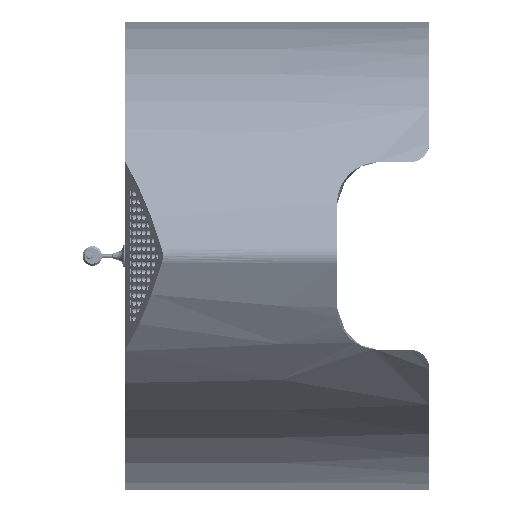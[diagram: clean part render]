
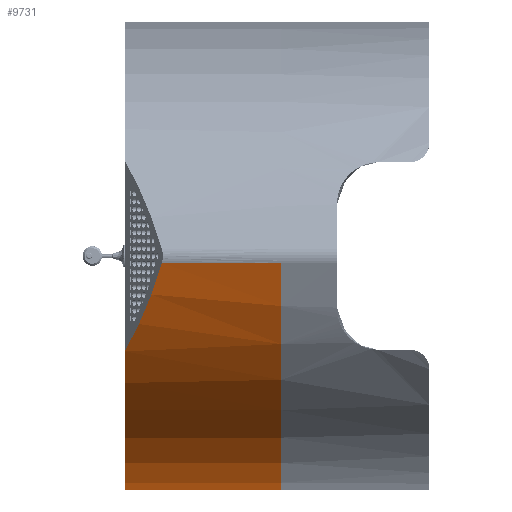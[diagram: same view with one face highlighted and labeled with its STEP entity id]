
A CAD part, left-side view. The second image highlights one B-rep face of the part: STEP entity #9731.
In plain terms, the highlighted free-form (B-spline) face has degree [3, 1] with [4, 2] control points.
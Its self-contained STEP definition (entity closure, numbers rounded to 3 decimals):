
#7892 = VERTEX_POINT('',#7893);
#7893 = CARTESIAN_POINT('',(-1595.332,619.122,
    -363.231));
#7918 = VERTEX_POINT('',#7919);
#7919 = CARTESIAN_POINT('',(352.485,619.122,
    -861.778));
#7926 = EDGE_CURVE('',#7918,#7892,#7927,.T.);
#7927 = B_SPLINE_CURVE_WITH_KNOTS('',3,(#7928,#7929,#7930,#7931),
  .UNSPECIFIED.,.F.,.F.,(4,4),(0.184,0.854),
  .PIECEWISE_BEZIER_KNOTS.);
#7928 = CARTESIAN_POINT('',(352.485,619.122,
    -861.778));
#7929 = CARTESIAN_POINT('',(-584.112,619.122,
    -953.62));
#7930 = CARTESIAN_POINT('',(-1235.245,619.122,
    -839.796));
#7931 = CARTESIAN_POINT('',(-1595.332,619.122,
    -363.231));
#9622 = VERTEX_POINT('',#9623);
#9623 = CARTESIAN_POINT('',(-1778.688,24.368,
    -26.607));
#9628 = EDGE_CURVE('',#9629,#9622,#9631,.T.);
#9629 = VERTEX_POINT('',#9630);
#9630 = CARTESIAN_POINT('',(352.485,24.368,
    -861.778));
#9631 = B_SPLINE_CURVE_WITH_KNOTS('',3,(#9632,#9633,#9634,#9635),
  .UNSPECIFIED.,.F.,.F.,(4,4),(0.,0.989),
  .PIECEWISE_BEZIER_KNOTS.);
#9632 = CARTESIAN_POINT('',(352.485,24.368,
    -861.778));
#9633 = CARTESIAN_POINT('',(-774.359,24.368,
    -972.275));
#9634 = CARTESIAN_POINT('',(-1487.99,24.368,
    -785.07));
#9635 = CARTESIAN_POINT('',(-1778.688,24.368,
    -26.607));
#9731 = ADVANCED_FACE('',(#9732),#9757,.F.);
#9732 = FACE_BOUND('',#9733,.F.);
#9733 = EDGE_LOOP('',(#9734,#9739,#9740,#9751,#9756));
#9734 = ORIENTED_EDGE('',*,*,#9735,.F.);
#9735 = EDGE_CURVE('',#7918,#9629,#9736,.T.);
#9736 = B_SPLINE_CURVE_WITH_KNOTS('',1,(#9737,#9738),.UNSPECIFIED.,.F.,
  .F.,(2,2),(-0.,400.),.PIECEWISE_BEZIER_KNOTS.);
#9737 = CARTESIAN_POINT('',(352.485,619.122,
    -861.778));
#9738 = CARTESIAN_POINT('',(352.485,24.368,
    -861.778));
#9739 = ORIENTED_EDGE('',*,*,#7926,.T.);
#9740 = ORIENTED_EDGE('',*,*,#9741,.F.);
#9741 = EDGE_CURVE('',#9742,#7892,#9744,.T.);
#9742 = VERTEX_POINT('',#9743);
#9743 = CARTESIAN_POINT('',(-1778.688,478.078,
    -26.607));
#9744 = B_SPLINE_CURVE_WITH_KNOTS('',3,(#9745,#9746,#9747,#9748,#9749,
    #9750),.UNSPECIFIED.,.F.,.F.,(4,2,4),(0.02,
    0.157,0.294),.UNSPECIFIED.);
#9745 = CARTESIAN_POINT('',(-1778.688,478.078,
    -26.607));
#9746 = CARTESIAN_POINT('',(-1754.965,496.327,
    -88.502));
#9747 = CARTESIAN_POINT('',(-1728.016,517.057,
    -147.663));
#9748 = CARTESIAN_POINT('',(-1667.086,563.926,
    -260.032));
#9749 = CARTESIAN_POINT('',(-1633.106,590.065,
    -313.238));
#9750 = CARTESIAN_POINT('',(-1595.332,619.122,
    -363.231));
#9751 = ORIENTED_EDGE('',*,*,#9752,.F.);
#9752 = EDGE_CURVE('',#9622,#9742,#9753,.T.);
#9753 = B_SPLINE_CURVE_WITH_KNOTS('',1,(#9754,#9755),.UNSPECIFIED.,.F.,
  .F.,(2,2),(0.,305.142),.PIECEWISE_BEZIER_KNOTS.);
#9754 = CARTESIAN_POINT('',(-1778.688,24.368,
    -26.607));
#9755 = CARTESIAN_POINT('',(-1778.688,478.078,
    -26.607));
#9756 = ORIENTED_EDGE('',*,*,#9628,.F.);
#9757 = B_SPLINE_SURFACE_WITH_KNOTS('',3,1,(
    (#9758,#9759)
    ,(#9760,#9761)
    ,(#9762,#9763)
    ,(#9764,#9765
    )),.UNSPECIFIED.,.F.,.F.,.F.,(4,4),(2,2),(0.184,
    0.991),(0.,1.),.PIECEWISE_BEZIER_KNOTS.);
#9758 = CARTESIAN_POINT('',(352.485,619.122,
    -861.778));
#9759 = CARTESIAN_POINT('',(352.485,24.368,
    -861.778));
#9760 = CARTESIAN_POINT('',(-774.359,619.122,
    -972.275));
#9761 = CARTESIAN_POINT('',(-774.359,24.368,
    -972.275));
#9762 = CARTESIAN_POINT('',(-1487.99,619.122,
    -785.07));
#9763 = CARTESIAN_POINT('',(-1487.99,24.368,
    -785.07));
#9764 = CARTESIAN_POINT('',(-1778.688,619.122,
    -26.607));
#9765 = CARTESIAN_POINT('',(-1778.688,24.368,
    -26.607));
